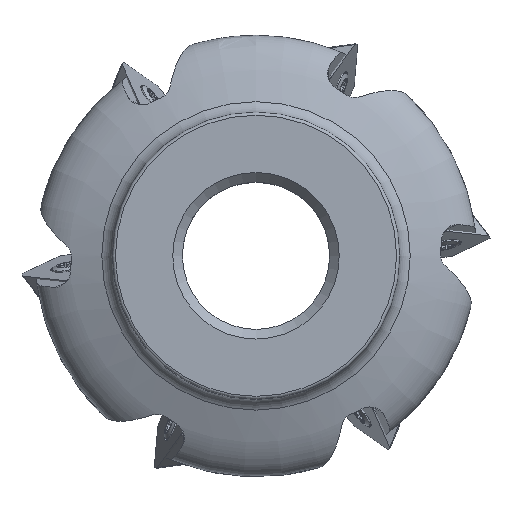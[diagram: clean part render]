
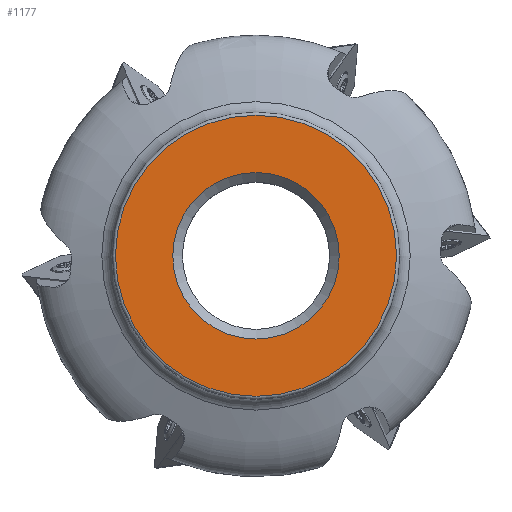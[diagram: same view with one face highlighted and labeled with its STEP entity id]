
A CAD part, top view. The second image highlights one B-rep face of the part: STEP entity #1177.
In plain terms, the highlighted planar face has unit normal (0, 0, 1).
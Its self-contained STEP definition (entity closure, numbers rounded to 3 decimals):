
#346=FACE_BOUND('',#1881,.T.);
#347=FACE_BOUND('',#1882,.T.);
#510=PLANE('',#6370);
#1177=ADVANCED_FACE('',(#346,#347),#510,.T.);
#1881=EDGE_LOOP('',(#2888));
#1882=EDGE_LOOP('',(#2889));
#2335=CIRCLE('',#6368,21.556);
#2336=CIRCLE('',#6369,36.393);
#2888=ORIENTED_EDGE('',*,*,#5195,.F.);
#2889=ORIENTED_EDGE('',*,*,#5196,.T.);
#4558=VERTEX_POINT('',#10115);
#4559=VERTEX_POINT('',#10117);
#5195=EDGE_CURVE('',#4558,#4558,#2335,.T.);
#5196=EDGE_CURVE('',#4559,#4559,#2336,.T.);
#6368=AXIS2_PLACEMENT_3D('',#10114,#7255,#7256);
#6369=AXIS2_PLACEMENT_3D('',#10116,#7257,#7258);
#6370=AXIS2_PLACEMENT_3D('',#10118,#7259,#7260);
#7255=DIRECTION('',(0.,0.,1.));
#7256=DIRECTION('',(0.,1.,0.));
#7257=DIRECTION('',(0.,0.,1.));
#7258=DIRECTION('',(0.,1.,0.));
#7259=DIRECTION('',(0.,0.,1.));
#7260=DIRECTION('',(0.,1.,0.));
#10114=CARTESIAN_POINT('',(0.,0.,0.));
#10115=CARTESIAN_POINT('',(0.,21.556,0.));
#10116=CARTESIAN_POINT('',(0.,0.,0.));
#10117=CARTESIAN_POINT('',(0.,36.393,0.));
#10118=CARTESIAN_POINT('',(0.,0.,0.));
